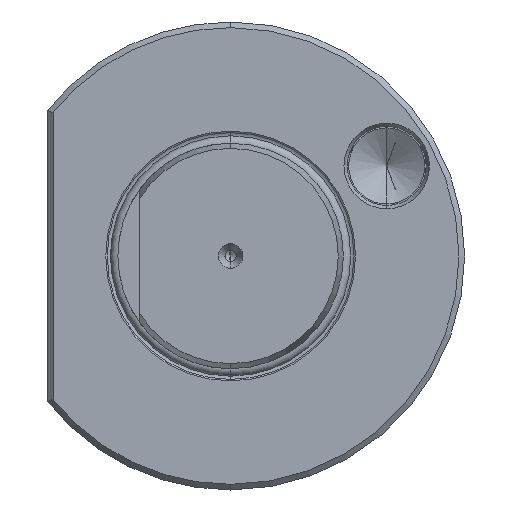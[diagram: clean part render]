
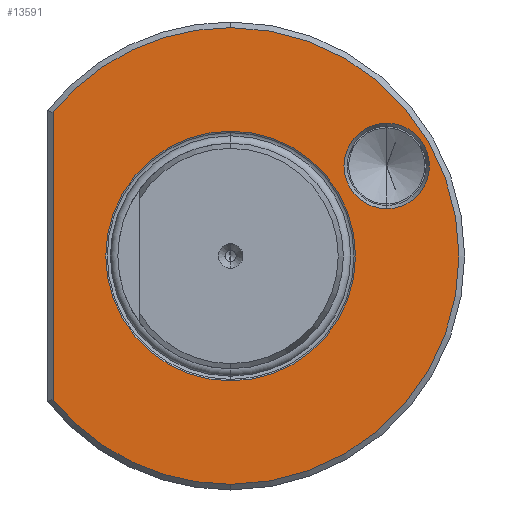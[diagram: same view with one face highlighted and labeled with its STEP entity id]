
A CAD part, left-side view. The second image highlights one B-rep face of the part: STEP entity #13591.
In plain terms, the highlighted planar face has unit normal (-1, 0, 0).
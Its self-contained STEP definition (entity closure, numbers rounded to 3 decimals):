
#130 = CIRCLE ( 'NONE', #37663, 40.5 ) ;
#153 = CIRCLE ( 'NONE', #37666, 40.5 ) ;
#4340 = CARTESIAN_POINT ( 'NONE',  ( 2., 31.5, -25.456 ) ) ;
#9131 = CARTESIAN_POINT ( 'NONE',  ( 2., -27.68, 15.97 ) ) ;
#9143 = DIRECTION ( 'NONE',  ( 0., 0., -1. ) ) ;
#9178 = DIRECTION ( 'NONE',  ( 1., 0., 0. ) ) ;
#9191 = DIRECTION ( 'NONE',  ( 0., 0., -1. ) ) ;
#9199 = DIRECTION ( 'NONE',  ( 1., 0., 0. ) ) ;
#9202 = CARTESIAN_POINT ( 'NONE',  ( 2., 0., 0. ) ) ;
#10201 = CARTESIAN_POINT ( 'NONE',  ( 2., 0., 0. ) ) ;
#10209 = DIRECTION ( 'NONE',  ( 1., 0., 0. ) ) ;
#10225 = DIRECTION ( 'NONE',  ( 0., 0., -1. ) ) ;
#10245 = DIRECTION ( 'NONE',  ( 0., 0., -1. ) ) ;
#10264 = CARTESIAN_POINT ( 'NONE',  ( 2., 31.5, -24.166 ) ) ;
#13591 = ADVANCED_FACE ( 'NONE', ( #30934, #30952, #30954 ), #26334, .F. ) ;
#13866 = EDGE_CURVE ( 'NONE', #31542, #31500, #130, .T. ) ;
#13887 = EDGE_CURVE ( 'NONE', #31752, #31542, #153, .T. ) ;
#13981 = AXIS2_PLACEMENT_3D ( 'NONE', #26312, #26344, #26303 ) ;
#14210 = EDGE_CURVE ( 'NONE', #31704, #31669, #34665, .T. ) ;
#15294 = DIRECTION ( 'NONE',  ( 0., 0., -1. ) ) ;
#15334 = DIRECTION ( 'NONE',  ( 1., 0., 0. ) ) ;
#15361 = CARTESIAN_POINT ( 'NONE',  ( 2., -27.68, 15.97 ) ) ;
#19121 = CARTESIAN_POINT ( 'NONE',  ( 2., 0., 40.5 ) ) ;
#19122 = CARTESIAN_POINT ( 'NONE',  ( 2., 0., -40.5 ) ) ;
#19235 = CARTESIAN_POINT ( 'NONE',  ( 2., 0., -22.15 ) ) ;
#19236 = CARTESIAN_POINT ( 'NONE',  ( 2., -27.68, 23.547 ) ) ;
#19243 = CARTESIAN_POINT ( 'NONE',  ( 2., -27.68, 8.393 ) ) ;
#19319 = CARTESIAN_POINT ( 'NONE',  ( 2., 0., 22.15 ) ) ;
#19383 = CARTESIAN_POINT ( 'NONE',  ( 2., 31.5, 25.456 ) ) ;
#25206 = DIRECTION ( 'NONE',  ( 0., 0., -1. ) ) ;
#25227 = CARTESIAN_POINT ( 'NONE',  ( 2., 0., 0. ) ) ;
#25239 = DIRECTION ( 'NONE',  ( 1., 0., 0. ) ) ;
#26303 = DIRECTION ( 'NONE',  ( 0., 0., -1. ) ) ;
#26312 = CARTESIAN_POINT ( 'NONE',  ( 2., 20., 0. ) ) ;
#26334 = PLANE ( 'NONE',  #13981 ) ;
#26344 = DIRECTION ( 'NONE',  ( 1., 0., 0. ) ) ;
#26471 = EDGE_CURVE ( 'NONE', #31669, #31704, #34821, .T. ) ;
#26516 = EDGE_CURVE ( 'NONE', #31752, #31445, #34793, .T. ) ;
#26649 = EDGE_CURVE ( 'NONE', #31635, #31619, #34851, .T. ) ;
#26670 = EDGE_CURVE ( 'NONE', #31500, #31445, #34939, .T. ) ;
#27468 = EDGE_CURVE ( 'NONE', #31619, #31635, #44444, .T. ) ;
#30934 = FACE_BOUND ( 'NONE', #31295, .T. ) ;
#30952 = FACE_BOUND ( 'NONE', #31284, .T. ) ;
#30954 = FACE_OUTER_BOUND ( 'NONE', #31280, .T. ) ;
#31280 = EDGE_LOOP ( 'NONE', ( #34281, #34388, #34282, #34341 ) ) ;
#31284 = EDGE_LOOP ( 'NONE', ( #34351, #34377 ) ) ;
#31295 = EDGE_LOOP ( 'NONE', ( #34334, #34387 ) ) ;
#31445 = VERTEX_POINT ( 'NONE', #4340 ) ;
#31500 = VERTEX_POINT ( 'NONE', #19122 ) ;
#31542 = VERTEX_POINT ( 'NONE', #19121 ) ;
#31619 = VERTEX_POINT ( 'NONE', #19236 ) ;
#31635 = VERTEX_POINT ( 'NONE', #19243 ) ;
#31669 = VERTEX_POINT ( 'NONE', #19235 ) ;
#31704 = VERTEX_POINT ( 'NONE', #19319 ) ;
#31752 = VERTEX_POINT ( 'NONE', #19383 ) ;
#34281 = ORIENTED_EDGE ( 'NONE', *, *, #13887, .F. ) ;
#34282 = ORIENTED_EDGE ( 'NONE', *, *, #26670, .F. ) ;
#34334 = ORIENTED_EDGE ( 'NONE', *, *, #14210, .T. ) ;
#34341 = ORIENTED_EDGE ( 'NONE', *, *, #13866, .F. ) ;
#34351 = ORIENTED_EDGE ( 'NONE', *, *, #27468, .T. ) ;
#34377 = ORIENTED_EDGE ( 'NONE', *, *, #26649, .T. ) ;
#34387 = ORIENTED_EDGE ( 'NONE', *, *, #26471, .T. ) ;
#34388 = ORIENTED_EDGE ( 'NONE', *, *, #26516, .T. ) ;
#34665 = CIRCLE ( 'NONE', #37680, 22.15 ) ;
#34775 = VECTOR ( 'NONE', #10245, 1000. ) ;
#34793 = LINE ( 'NONE', #10264, #34775 ) ;
#34821 = CIRCLE ( 'NONE', #37687, 22.15 ) ;
#34851 = CIRCLE ( 'NONE', #37702, 7.577 ) ;
#34939 = CIRCLE ( 'NONE', #37704, 40.5 ) ;
#35200 = DIRECTION ( 'NONE',  ( 0., 0., -1. ) ) ;
#35209 = CARTESIAN_POINT ( 'NONE',  ( 2., 0., 0. ) ) ;
#35212 = DIRECTION ( 'NONE',  ( 1., 0., 0. ) ) ;
#35341 = CARTESIAN_POINT ( 'NONE',  ( 2., 0., 0. ) ) ;
#35366 = DIRECTION ( 'NONE',  ( 1., 0., 0. ) ) ;
#35392 = DIRECTION ( 'NONE',  ( 0., 0., -1. ) ) ;
#37346 = AXIS2_PLACEMENT_3D ( 'NONE', #15361, #15334, #15294 ) ;
#37663 = AXIS2_PLACEMENT_3D ( 'NONE', #35209, #35212, #35200 ) ;
#37666 = AXIS2_PLACEMENT_3D ( 'NONE', #35341, #35366, #35392 ) ;
#37680 = AXIS2_PLACEMENT_3D ( 'NONE', #25227, #25239, #25206 ) ;
#37687 = AXIS2_PLACEMENT_3D ( 'NONE', #10201, #10209, #10225 ) ;
#37702 = AXIS2_PLACEMENT_3D ( 'NONE', #9131, #9178, #9143 ) ;
#37704 = AXIS2_PLACEMENT_3D ( 'NONE', #9202, #9199, #9191 ) ;
#44444 = CIRCLE ( 'NONE', #37346, 7.577 ) ;
